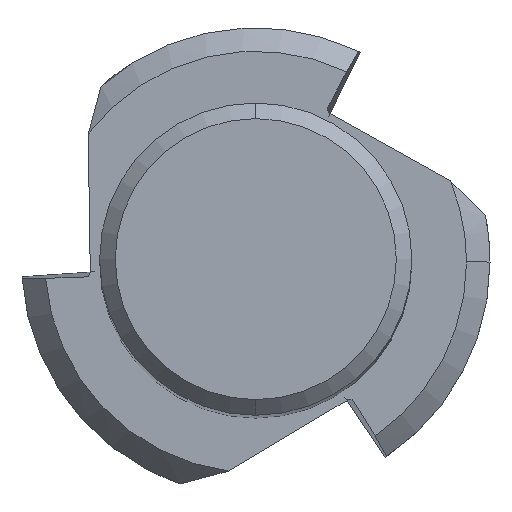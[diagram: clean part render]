
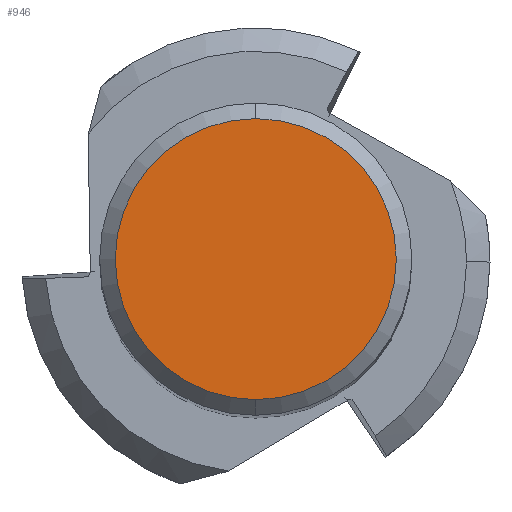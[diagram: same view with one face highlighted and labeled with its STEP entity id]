
A CAD part, top view. The second image highlights one B-rep face of the part: STEP entity #946.
In plain terms, the highlighted planar face has unit normal (0, 0, 1).
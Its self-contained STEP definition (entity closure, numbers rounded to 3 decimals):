
#468=VERTEX_POINT('',#1231);
#946=ADVANCED_FACE('',(#1756),#1757,.T.);
#982=EDGE_CURVE('',#1038,#468,#1796,.T.);
#1000=EDGE_CURVE('',#468,#1038,#1815,.T.);
#1038=VERTEX_POINT('',#1856);
#1231=CARTESIAN_POINT('',(0.0,4.5,0.0));
#1756=FACE_OUTER_BOUND('',#3240,.T.);
#1757=PLANE('',#3241);
#1796=CIRCLE('',#3311,4.5);
#1815=CIRCLE('',#3362,4.5);
#1856=CARTESIAN_POINT('',(0.,-4.5,0.0));
#3240=EDGE_LOOP('',(#4450,#4451));
#3241=AXIS2_PLACEMENT_3D('',#4452,#4453,#4454);
#3311=AXIS2_PLACEMENT_3D('',#4507,#4508,#4509);
#3362=AXIS2_PLACEMENT_3D('',#4532,#4533,#4534);
#4450=ORIENTED_EDGE('',*,*,#1000,.F.);
#4451=ORIENTED_EDGE('',*,*,#982,.F.);
#4452=CARTESIAN_POINT('',(0.0,2.25,0.0));
#4453=DIRECTION('',(-0.0,0.0,1.0));
#4454=DIRECTION('',(0.0,-1.0,0.0));
#4507=CARTESIAN_POINT('',(0.0,0.0,0.0));
#4508=DIRECTION('',(0.0,0.0,-1.0));
#4509=DIRECTION('',(0.0,1.0,0.0));
#4532=CARTESIAN_POINT('',(0.0,0.0,0.0));
#4533=DIRECTION('',(0.0,0.0,-1.0));
#4534=DIRECTION('',(0.0,1.0,0.0));
